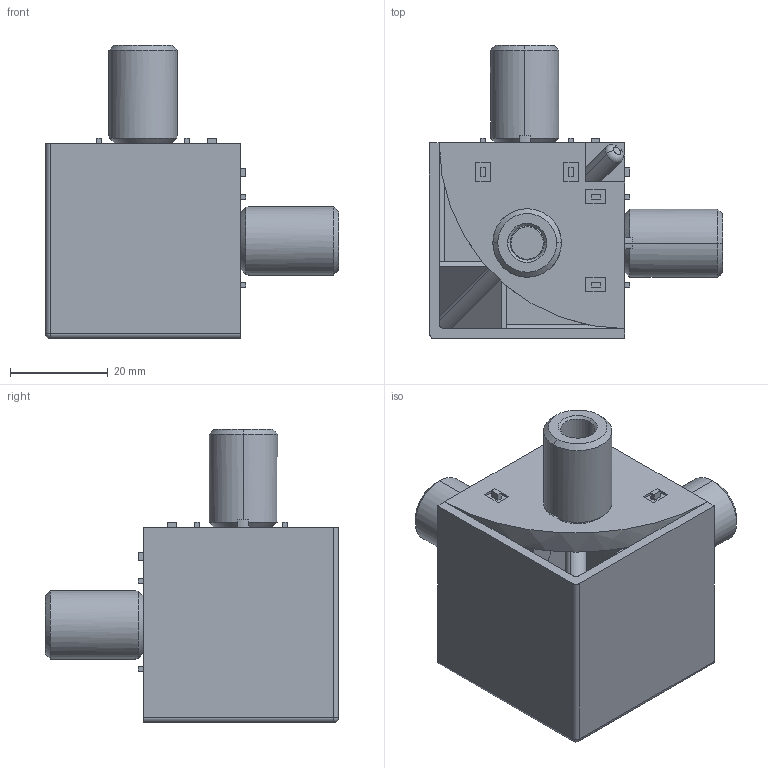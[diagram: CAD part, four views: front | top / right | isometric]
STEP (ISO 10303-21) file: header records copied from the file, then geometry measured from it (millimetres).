
FILE_DESCRIPTION (( 'STEP AP214' ), '1' );
FILE_NAME ('SNSD.30.52.91. 3-õ ñòîðîííèé êóáè÷åñêèé ñîåäèíèòåëü 40õ40, ïàç 10(E47).STEP', '2015-07-28T12:26:29', ( 'user' ), ( '' ), 'SwSTEP 2.0', 'SolidWorks 2014', '' );
FILE_SCHEMA (( 'AUTOMOTIVE_DESIGN' ));
Length unit declared in the file: millimetre
Products named in the file (13): socket countersunk head screw_din; SNSD.30.50.27. Âòóëêà ðåçüáîâàÿ Ì12 - Ì6(D09)2; SNSD.30.51.55. ﾎ魵瑙韃(E05)2; SNSD.30.51.55. 署赅(E05)2; SNSD.30.52.91. 3-õ ñòîðîííèé êóáè÷åñêèé ñîåäèíèòåëü 40õ40, ïàç 10(E47); socket countersunk head screw_din_DIN 7991 - M8 x 20 --- 11.8N; SNSD.30.50.27. Âòóëêà ðåçüáîâàÿ Ì12 - Ì6(D09)2_00; SNSD.30.51.55. ﾎ魵瑙韃(E05)2_00; SNSD.30.51.55. 署赅(E05)2_00
Assembly tree (8 placements, depth 2):
  socket countersunk head screw_din
  socket countersunk head screw_din
  socket countersunk head screw_din
  SNSD.30.50.27. Âòóëêà ðåçüáîâàÿ Ì12 - Ì6(D09)2
  SNSD.30.50.27. Âòóëêà ðåçüáîâàÿ Ì12 - Ì6(D09)2
Bounding box: 60 x 60 x 60 mm (x, y, z)
Volume: 33082.3 mm3; surface area: 24529.9 mm2
Topology: 8 solids, 8 shells, 316 faces, 770 edges, 486 vertices
Faces by surface type: plane 218, cone 48, cylinder 40, torus 8, sphere 2
Entity records: 6846 total; most frequent: CARTESIAN_POINT 1212, ORIENTED_EDGE 1084, DIRECTION 1077, EDGE_CURVE 542, LINE 431, VECTOR 431, VERTEX_POINT 352, AXIS2_PLACEMENT_3D 323
